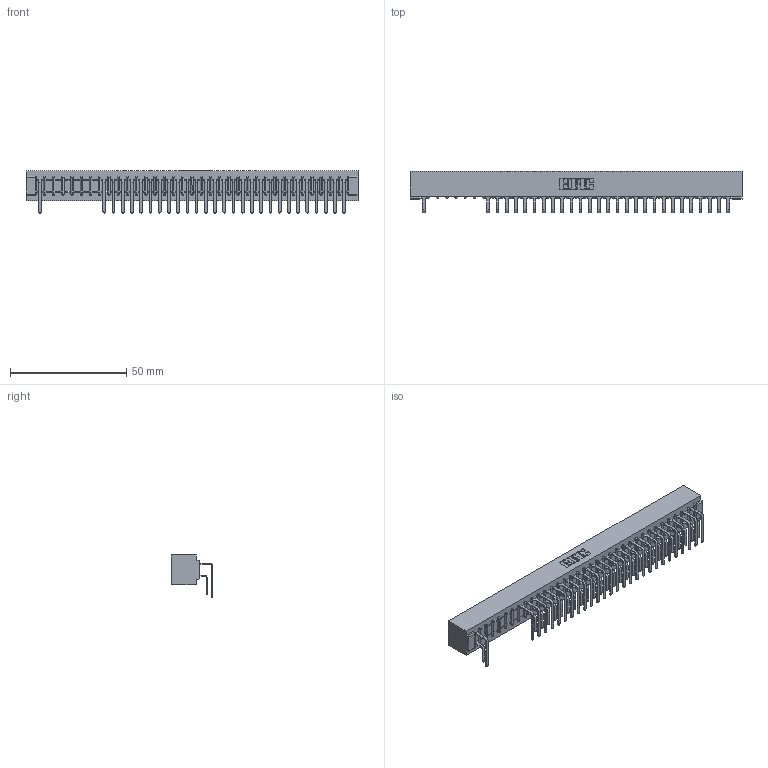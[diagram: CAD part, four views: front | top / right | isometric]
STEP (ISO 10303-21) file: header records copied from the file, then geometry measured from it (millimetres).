
FILE_DESCRIPTION (( 'STEP AP203' ), '1' );
FILE_NAME ('307-068-559-201.STEP', '2018-08-06T12:24:48', ( '' ), ( '' ), 'SwSTEP 2.0', 'SolidWorks 2016', '' );
FILE_SCHEMA (( 'CONFIG_CONTROL_DESIGN' ));
Length unit declared in the file: inch
Products named in the file (4): 307 Part_No Mounting Lugs; 307-290-001_558 559 - 1 (Single); 307-290-001_559 - 2 (Single); 307-068-559-201
Assembly tree (56 placements, depth 2):
  307-068-559-201
    307 Part_No Mounting Lugs
    307-290-001_558 559 - 1 (Single)  x27
    307-290-001_559 - 2 (Single)  x28
Bounding box: 142.6 x 17.69 x 18.07 mm (x, y, z)
Volume: 15731.4 mm3; surface area: 19727.7 mm2
Topology: 56 solids, 56 shells, 3025 faces, 8525 edges, 5514 vertices
Faces by surface type: plane 1959, cylinder 996, sphere 70
Entity records: 31975 total; most frequent: CARTESIAN_POINT 5287, ORIENTED_EDGE 5250, DIRECTION 5167, EDGE_CURVE 2625, LINE 2011, VECTOR 2011, VERTEX_POINT 1698, AXIS2_PLACEMENT_3D 1578
